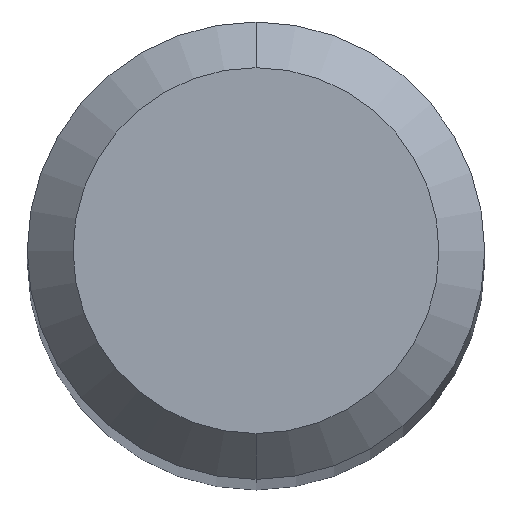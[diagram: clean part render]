
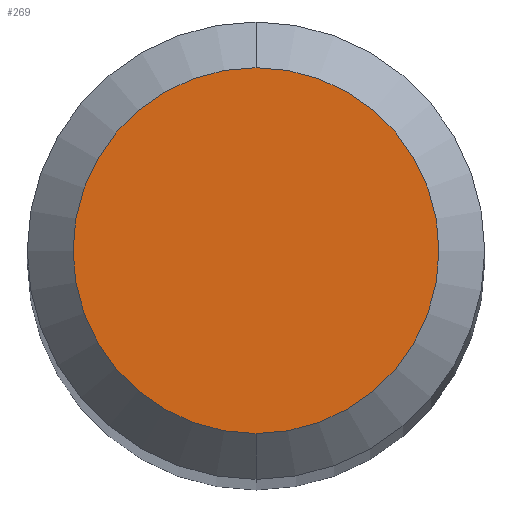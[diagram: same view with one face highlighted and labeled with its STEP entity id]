
A CAD part, top view. The second image highlights one B-rep face of the part: STEP entity #269.
In plain terms, the highlighted planar face has unit normal (0, 0, 1).
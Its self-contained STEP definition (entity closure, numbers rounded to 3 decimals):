
#269=ADVANCED_FACE('',(#585),#586,.T.);
#323=EDGE_CURVE('',#327,#383,#646,.T.);
#327=VERTEX_POINT('',#651);
#383=VERTEX_POINT('',#711);
#427=EDGE_CURVE('',#383,#327,#760,.T.);
#585=FACE_OUTER_BOUND('',#1078,.T.);
#586=PLANE('',#1079);
#646=CIRCLE('',#1216,1.2);
#651=CARTESIAN_POINT('',(0.,-1.2,0.0));
#711=CARTESIAN_POINT('',(0.0,1.2,0.0));
#760=CIRCLE('',#1386,1.2);
#1078=EDGE_LOOP('',(#1575,#1576));
#1079=AXIS2_PLACEMENT_3D('',#1577,#1578,#1579);
#1216=AXIS2_PLACEMENT_3D('',#1637,#1638,#1639);
#1386=AXIS2_PLACEMENT_3D('',#1756,#1757,#1758);
#1575=ORIENTED_EDGE('',*,*,#427,.F.);
#1576=ORIENTED_EDGE('',*,*,#323,.F.);
#1577=CARTESIAN_POINT('',(0.0,0.6,0.0));
#1578=DIRECTION('',(-0.0,0.0,1.0));
#1579=DIRECTION('',(0.0,-1.0,0.0));
#1637=CARTESIAN_POINT('',(0.0,0.0,0.0));
#1638=DIRECTION('',(0.0,0.0,-1.0));
#1639=DIRECTION('',(0.0,1.0,0.0));
#1756=CARTESIAN_POINT('',(0.0,0.0,0.0));
#1757=DIRECTION('',(0.0,0.0,-1.0));
#1758=DIRECTION('',(0.0,1.0,0.0));
